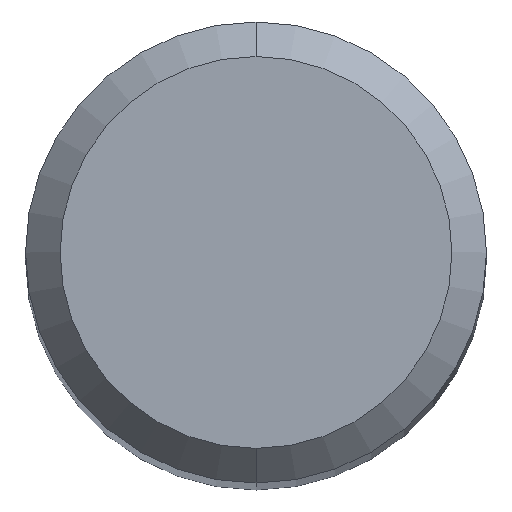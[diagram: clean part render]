
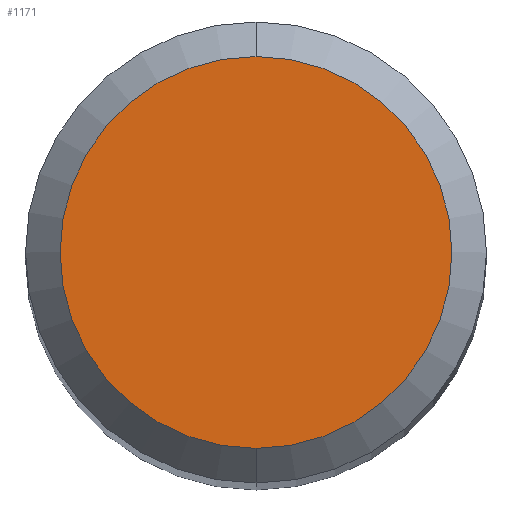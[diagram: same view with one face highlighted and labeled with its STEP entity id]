
A CAD part, top view. The second image highlights one B-rep face of the part: STEP entity #1171.
In plain terms, the highlighted planar face has unit normal (0, 0, 1).
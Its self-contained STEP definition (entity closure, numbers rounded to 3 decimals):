
#439=EDGE_CURVE('',#1111,#517,#1243,.T.);
#517=VERTEX_POINT('',#1327);
#659=EDGE_CURVE('',#517,#1111,#1486,.T.);
#1111=VERTEX_POINT('',#1976);
#1171=ADVANCED_FACE('',(#2039),#2040,.T.);
#1243=CIRCLE('',#2112,1.7);
#1327=CARTESIAN_POINT('',(0.0,1.7,0.0));
#1486=CIRCLE('',#3030,1.7);
#1976=CARTESIAN_POINT('',(0.,-1.7,0.0));
#2039=FACE_OUTER_BOUND('',#5235,.T.);
#2040=PLANE('',#5236);
#2112=AXIS2_PLACEMENT_3D('',#5374,#5375,#5376);
#3030=AXIS2_PLACEMENT_3D('',#5649,#5650,#5651);
#5235=EDGE_LOOP('',(#6199,#6200));
#5236=AXIS2_PLACEMENT_3D('',#6201,#6202,#6203);
#5374=CARTESIAN_POINT('',(0.0,0.0,0.0));
#5375=DIRECTION('',(0.0,0.0,-1.0));
#5376=DIRECTION('',(0.0,1.0,0.0));
#5649=CARTESIAN_POINT('',(0.0,0.0,0.0));
#5650=DIRECTION('',(0.0,0.0,-1.0));
#5651=DIRECTION('',(0.0,1.0,0.0));
#6199=ORIENTED_EDGE('',*,*,#659,.F.);
#6200=ORIENTED_EDGE('',*,*,#439,.F.);
#6201=CARTESIAN_POINT('',(0.0,0.85,0.0));
#6202=DIRECTION('',(-0.0,0.0,1.0));
#6203=DIRECTION('',(0.0,-1.0,0.0));
